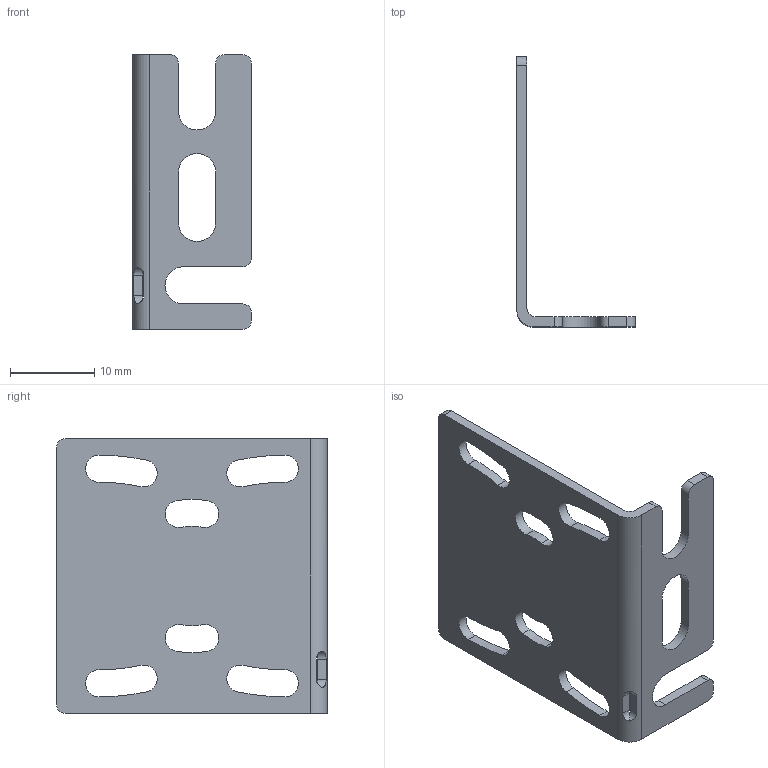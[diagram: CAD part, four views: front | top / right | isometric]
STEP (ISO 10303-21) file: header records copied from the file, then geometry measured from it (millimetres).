
FILE_DESCRIPTION((''),'2;1');
FILE_NAME('DB008133_OMH-R10X-04_SW0001','2015-11-30T',('hhuscher'),(''),'PRO/ENGINEER BY PARAMETRIC TECHNOLOGY CORPORATION, 2013050','PRO/ENGINEER BY PARAMETRIC TECHNOLOGY CORPORATION, 2013050','');
FILE_SCHEMA(('CONFIG_CONTROL_DESIGN'));
Length unit declared in the file: millimetre
Products named in the file (1): DB008133_OMH-R10X-04_SW0001
Bounding box: 14 x 32 x 32.5 mm (x, y, z)
Surface area: 2745.6 mm2 (no closed solid volume)
Topology: 0 solids, 1 shells, 61 faces, 184 edges, 122 vertices
Faces by surface type: cylinder 43, plane 18
Entity records: 2241 total; most frequent: CARTESIAN_POINT 416, DIRECTION 382, ORIENTED_EDGE 362, EDGE_CURVE 184, AXIS2_PLACEMENT_3D 143, VERTEX_POINT 122, VECTOR 96, LINE 96
